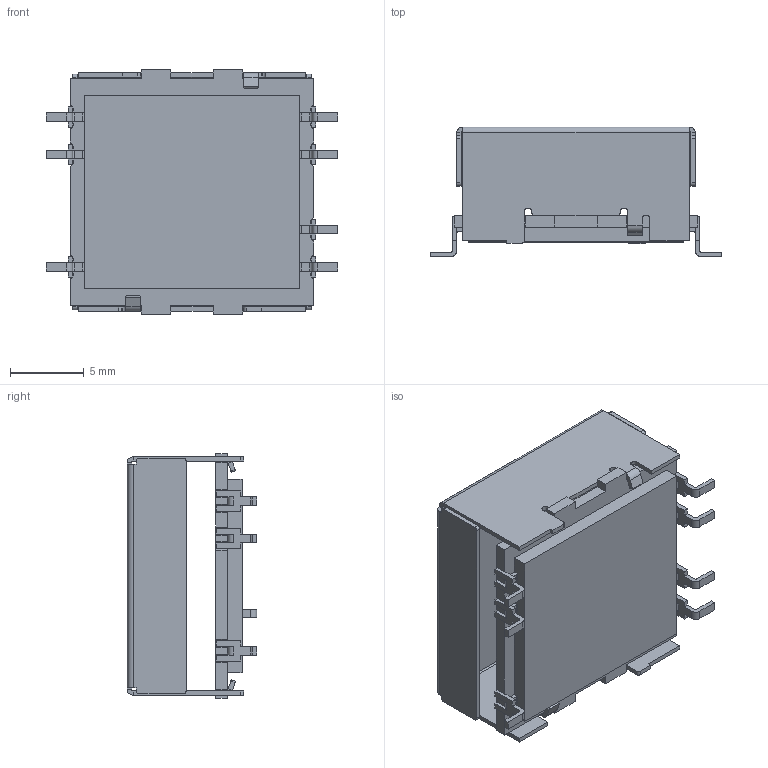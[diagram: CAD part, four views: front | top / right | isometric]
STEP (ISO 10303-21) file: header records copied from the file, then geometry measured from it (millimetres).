
FILE_DESCRIPTION (( 'STEP AP214' ), '1' );
FILE_NAME ('cc1r5-r-e_outline.STEP', '2017-03-22T05:09:59', ( 'tluser' ), ( 'Microsoft' ), 'SwSTEP 2.0', 'SolidWorks 2013', '' );
FILE_SCHEMA (( 'AUTOMOTIVE_DESIGN' ));
Length unit declared in the file: millimetre
Products named in the file (1): cc1r5-r-e_outline
Bounding box: 19.81 x 8.8 x 16.6 mm (x, y, z)
Volume: 577.3 mm3; surface area: 1903.2 mm2
Topology: 1 solids, 1 shells, 427 faces, 1367 edges, 888 vertices
Faces by surface type: plane 308, cylinder 119
Entity records: 20069 total; most frequent: CARTESIAN_POINT 2956, ORIENTED_EDGE 2734, DIRECTION 2531, EDGE_CURVE 1367, VECTOR 1003, LINE 1003, VERTEX_POINT 888, AXIS2_PLACEMENT_3D 764
